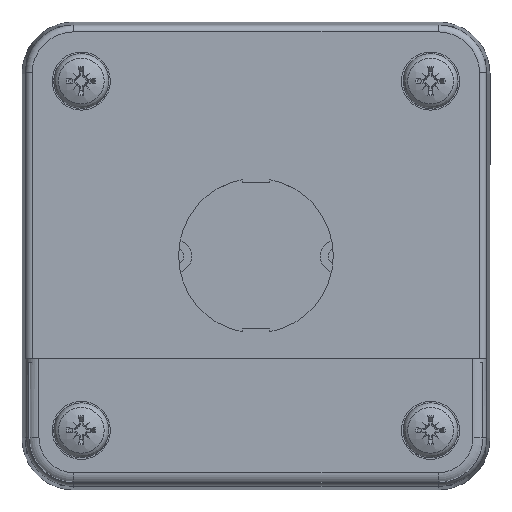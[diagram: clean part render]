
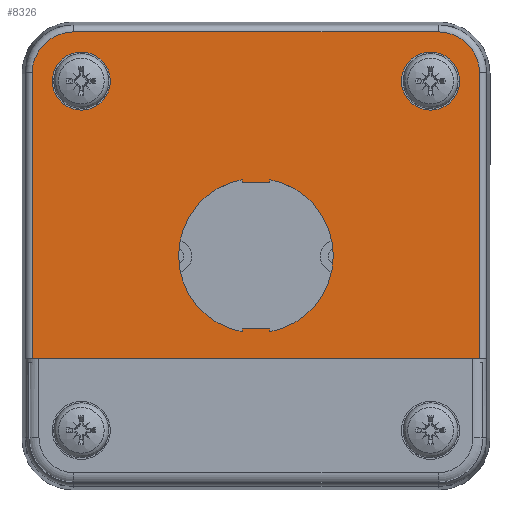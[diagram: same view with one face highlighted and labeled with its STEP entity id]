
A CAD part, top view. The second image highlights one B-rep face of the part: STEP entity #8326.
In plain terms, the highlighted face is planar.
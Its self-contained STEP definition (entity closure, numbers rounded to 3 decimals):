
#5821=CARTESIAN_POINT('',(-27.434,-34.764,0.9));
#5822=VERTEX_POINT('',#5821);
#5830=CARTESIAN_POINT('',(25.566,-34.764,0.9));
#5831=VERTEX_POINT('',#5830);
#5832=CARTESIAN_POINT('',(-27.434,-34.764,0.9));
#5833=DIRECTION('',(1.0,0.0,0.0));
#5834=VECTOR('',#5833,53.);
#5835=LINE('',#5832,#5834);
#5836=EDGE_CURVE('',#5822,#5831,#5835,.T.);
#5861=CARTESIAN_POINT('',(-33.48,-28.897,0.9));
#5862=VERTEX_POINT('',#5861);
#5863=CARTESIAN_POINT('',(-27.434,-28.715,0.9));
#5864=DIRECTION('',(0.,0.,1.0));
#5865=DIRECTION('',(-0.596,-0.803,0.));
#5866=AXIS2_PLACEMENT_3D('',#5863,#5864,#5865);
#5867=CIRCLE('',#5866,6.049);
#5868=EDGE_CURVE('',#5862,#5822,#5867,.T.);
#5928=CARTESIAN_POINT('',(31.613,-28.897,0.9));
#5929=VERTEX_POINT('',#5928);
#5930=CARTESIAN_POINT('',(25.566,-28.715,0.9));
#5931=DIRECTION('',(0.,0.,1.));
#5932=DIRECTION('',(0.596,-0.803,0.));
#5933=AXIS2_PLACEMENT_3D('',#5930,#5931,#5932);
#5934=CIRCLE('',#5933,6.049);
#5935=EDGE_CURVE('',#5831,#5929,#5934,.T.);
#5977=CARTESIAN_POINT('',(-33.48,12.785,0.9));
#5978=VERTEX_POINT('',#5977);
#5986=CARTESIAN_POINT('',(-33.48,12.785,0.9));
#5987=DIRECTION('',(0.0,-1.0,0.0));
#5988=VECTOR('',#5987,41.682);
#5989=LINE('',#5986,#5988);
#5990=EDGE_CURVE('',#5978,#5862,#5989,.T.);
#6007=CARTESIAN_POINT('',(31.613,12.785,0.9));
#6008=VERTEX_POINT('',#6007);
#6025=CARTESIAN_POINT('',(31.613,-28.897,0.9));
#6026=DIRECTION('',(0.0,1.0,0.0));
#6027=VECTOR('',#6026,41.682);
#6028=LINE('',#6025,#6027);
#6029=EDGE_CURVE('',#5929,#6008,#6028,.T.);
#8039=CARTESIAN_POINT('',(1.066,-12.865,0.9));
#8040=VERTEX_POINT('',#8039);
#8047=CARTESIAN_POINT('',(-2.934,-12.865,0.9));
#8048=VERTEX_POINT('',#8047);
#8049=CARTESIAN_POINT('',(-2.934,-12.865,0.9));
#8050=DIRECTION('',(1.0,0.0,0.0));
#8051=VECTOR('',#8050,4.);
#8052=LINE('',#8049,#8051);
#8053=EDGE_CURVE('',#8048,#8040,#8052,.T.);
#8078=CARTESIAN_POINT('',(-2.934,-13.286,0.9));
#8079=VERTEX_POINT('',#8078);
#8080=CARTESIAN_POINT('',(-2.934,-13.286,0.9));
#8081=DIRECTION('',(0.0,1.0,0.0));
#8082=VECTOR('',#8081,0.421);
#8083=LINE('',#8080,#8082);
#8084=EDGE_CURVE('',#8079,#8048,#8083,.T.);
#8110=CARTESIAN_POINT('',(-2.934,8.856,0.9));
#8111=VERTEX_POINT('',#8110);
#8112=CARTESIAN_POINT('',(-0.934,-2.215,0.9));
#8113=DIRECTION('',(0.0,0.0,1.));
#8114=DIRECTION('',(0.178,0.984,0.0));
#8115=AXIS2_PLACEMENT_3D('',#8112,#8113,#8114);
#8116=CIRCLE('',#8115,11.25);
#8117=EDGE_CURVE('',#8111,#8079,#8116,.T.);
#8142=CARTESIAN_POINT('',(-2.934,8.435,0.9));
#8143=VERTEX_POINT('',#8142);
#8144=CARTESIAN_POINT('',(-2.934,8.435,0.9));
#8145=DIRECTION('',(0.0,1.0,0.0));
#8146=VECTOR('',#8145,0.421);
#8147=LINE('',#8144,#8146);
#8148=EDGE_CURVE('',#8143,#8111,#8147,.T.);
#8173=CARTESIAN_POINT('',(1.066,8.435,0.9));
#8174=VERTEX_POINT('',#8173);
#8175=CARTESIAN_POINT('',(1.066,8.435,0.9));
#8176=DIRECTION('',(-1.0,0.0,0.0));
#8177=VECTOR('',#8176,4.);
#8178=LINE('',#8175,#8177);
#8179=EDGE_CURVE('',#8174,#8143,#8178,.T.);
#8204=CARTESIAN_POINT('',(1.066,8.856,0.9));
#8205=VERTEX_POINT('',#8204);
#8206=CARTESIAN_POINT('',(1.066,8.856,0.9));
#8207=DIRECTION('',(0.0,-1.0,0.0));
#8208=VECTOR('',#8207,0.421);
#8209=LINE('',#8206,#8208);
#8210=EDGE_CURVE('',#8205,#8174,#8209,.T.);
#8236=CARTESIAN_POINT('',(1.066,-13.286,0.9));
#8237=VERTEX_POINT('',#8236);
#8238=CARTESIAN_POINT('',(-0.934,-2.215,0.9));
#8239=DIRECTION('',(0.0,0.0,1.));
#8240=DIRECTION('',(-0.178,-0.984,0.0));
#8241=AXIS2_PLACEMENT_3D('',#8238,#8239,#8240);
#8242=CIRCLE('',#8241,11.25);
#8243=EDGE_CURVE('',#8237,#8205,#8242,.T.);
#8266=CARTESIAN_POINT('',(1.066,-12.865,0.9));
#8267=DIRECTION('',(0.0,-1.0,0.0));
#8268=VECTOR('',#8267,0.421);
#8269=LINE('',#8266,#8268);
#8270=EDGE_CURVE('',#8040,#8237,#8269,.T.);
#8276=CARTESIAN_POINT('',(-0.934,-42.449,0.9));
#8277=DIRECTION('',(0.0,0.0,1.0));
#8278=DIRECTION('',(1.0,0.0,0.0));
#8279=AXIS2_PLACEMENT_3D('',#8276,#8277,#8278);
#8280=PLANE('',#8279);
#8281=ORIENTED_EDGE('',*,*,#5990,.F.);
#8282=CARTESIAN_POINT('',(-33.48,12.785,0.9));
#8283=DIRECTION('',(1.0,0.0,0.0));
#8284=VECTOR('',#8283,65.093);
#8285=LINE('',#8282,#8284);
#8286=EDGE_CURVE('',#5978,#6008,#8285,.T.);
#8287=ORIENTED_EDGE('',*,*,#8286,.T.);
#8288=ORIENTED_EDGE('',*,*,#6029,.F.);
#8289=ORIENTED_EDGE('',*,*,#5935,.F.);
#8290=ORIENTED_EDGE('',*,*,#5836,.F.);
#8291=ORIENTED_EDGE('',*,*,#5868,.F.);
#8292=EDGE_LOOP('',(#8281,#8287,#8288,#8289,#8290,#8291));
#8293=FACE_OUTER_BOUND('',#8292,.T.);
#8294=ORIENTED_EDGE('',*,*,#8179,.T.);
#8295=ORIENTED_EDGE('',*,*,#8148,.T.);
#8296=ORIENTED_EDGE('',*,*,#8117,.T.);
#8297=ORIENTED_EDGE('',*,*,#8084,.T.);
#8298=ORIENTED_EDGE('',*,*,#8053,.T.);
#8299=ORIENTED_EDGE('',*,*,#8270,.T.);
#8300=ORIENTED_EDGE('',*,*,#8243,.T.);
#8301=ORIENTED_EDGE('',*,*,#8210,.T.);
#8302=EDGE_LOOP('',(#8294,#8295,#8296,#8297,#8298,#8299,#8300,#8301));
#8303=FACE_BOUND('',#8302,.T.);
#8304=CARTESIAN_POINT('',(-22.109,-27.615,0.9));
#8305=VERTEX_POINT('',#8304);
#8306=CARTESIAN_POINT('',(-26.334,-27.615,0.9));
#8307=DIRECTION('',(0.0,0.0,-1.0));
#8308=DIRECTION('',(-1.0,0.0,0.0));
#8309=AXIS2_PLACEMENT_3D('',#8306,#8307,#8308);
#8310=CIRCLE('',#8309,4.225);
#8311=EDGE_CURVE('',#8305,#8305,#8310,.T.);
#8312=ORIENTED_EDGE('',*,*,#8311,.F.);
#8313=EDGE_LOOP('',(#8312));
#8314=FACE_BOUND('',#8313,.T.);
#8315=CARTESIAN_POINT('',(28.691,-27.615,0.9));
#8316=VERTEX_POINT('',#8315);
#8317=CARTESIAN_POINT('',(24.466,-27.615,0.9));
#8318=DIRECTION('',(0.0,0.0,-1.0));
#8319=DIRECTION('',(-1.0,0.0,0.0));
#8320=AXIS2_PLACEMENT_3D('',#8317,#8318,#8319);
#8321=CIRCLE('',#8320,4.225);
#8322=EDGE_CURVE('',#8316,#8316,#8321,.T.);
#8323=ORIENTED_EDGE('',*,*,#8322,.F.);
#8324=EDGE_LOOP('',(#8323));
#8325=FACE_BOUND('',#8324,.T.);
#8326=ADVANCED_FACE('',(#8293,#8303,#8314,#8325),#8280,.F.);
